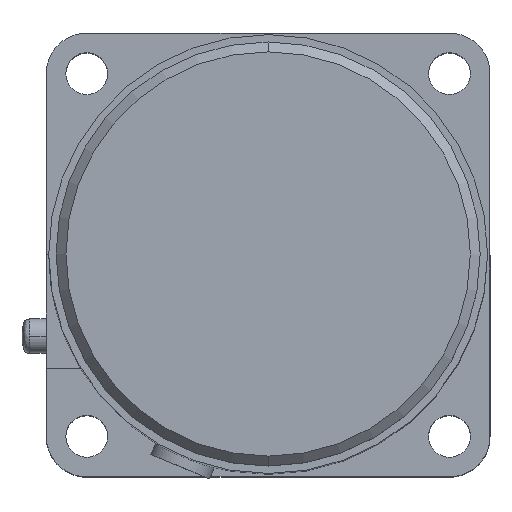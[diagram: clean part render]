
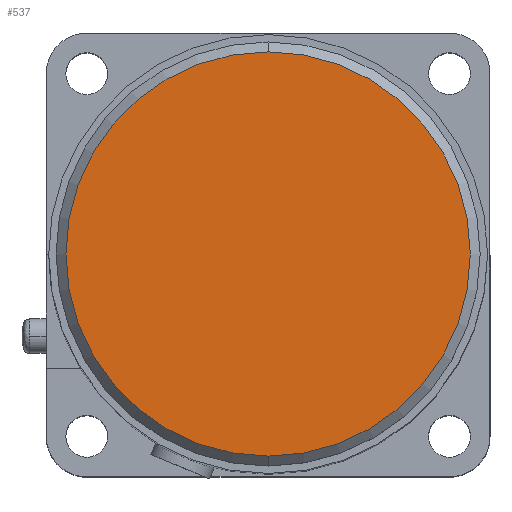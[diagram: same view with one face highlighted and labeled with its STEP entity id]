
A CAD part, top view. The second image highlights one B-rep face of the part: STEP entity #537.
In plain terms, the highlighted planar face has unit normal (0, 0, 1).
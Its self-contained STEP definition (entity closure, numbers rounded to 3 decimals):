
#537 = ADVANCED_FACE ( 'NONE', ( #5000 ), #4633, .T. ) ;
#610 = DIRECTION ( 'NONE',  ( 0., 0., -1. ) ) ;
#1061 = VERTEX_POINT ( 'NONE', #3330 ) ;
#1250 = CARTESIAN_POINT ( 'NONE',  ( 0., 0., 120. ) ) ;
#1879 = EDGE_CURVE ( 'NONE', #4767, #1061, #2999, .T. ) ;
#1923 = DIRECTION ( 'NONE',  ( 0., 1., 0. ) ) ;
#2030 = EDGE_LOOP ( 'NONE', ( #4602, #5552 ) ) ;
#2575 = DIRECTION ( 'NONE',  ( 0., 0., -1. ) ) ;
#2714 = DIRECTION ( 'NONE',  ( 0., -1., 0. ) ) ;
#2999 = CIRCLE ( 'NONE', #4511, 41. ) ;
#3330 = CARTESIAN_POINT ( 'NONE',  ( 0., -41., 120. ) ) ;
#3340 = DIRECTION ( 'NONE',  ( 0., 0., 1. ) ) ;
#3845 = CARTESIAN_POINT ( 'NONE',  ( 0., 0., 120. ) ) ;
#3906 = CIRCLE ( 'NONE', #4894, 41. ) ;
#4013 = CARTESIAN_POINT ( 'NONE',  ( 0., 43., 120. ) ) ;
#4351 = CARTESIAN_POINT ( 'NONE',  ( 0., 41., 120. ) ) ;
#4511 = AXIS2_PLACEMENT_3D ( 'NONE', #1250, #610, #6174 ) ;
#4602 = ORIENTED_EDGE ( 'NONE', *, *, #1879, .F. ) ;
#4633 = PLANE ( 'NONE',  #4740 ) ;
#4740 = AXIS2_PLACEMENT_3D ( 'NONE', #4013, #3340, #2714 ) ;
#4767 = VERTEX_POINT ( 'NONE', #4351 ) ;
#4894 = AXIS2_PLACEMENT_3D ( 'NONE', #3845, #2575, #1923 ) ;
#5000 = FACE_OUTER_BOUND ( 'NONE', #2030, .T. ) ;
#5552 = ORIENTED_EDGE ( 'NONE', *, *, #6112, .F. ) ;
#6112 = EDGE_CURVE ( 'NONE', #1061, #4767, #3906, .T. ) ;
#6174 = DIRECTION ( 'NONE',  ( 0., 1., 0. ) ) ;
